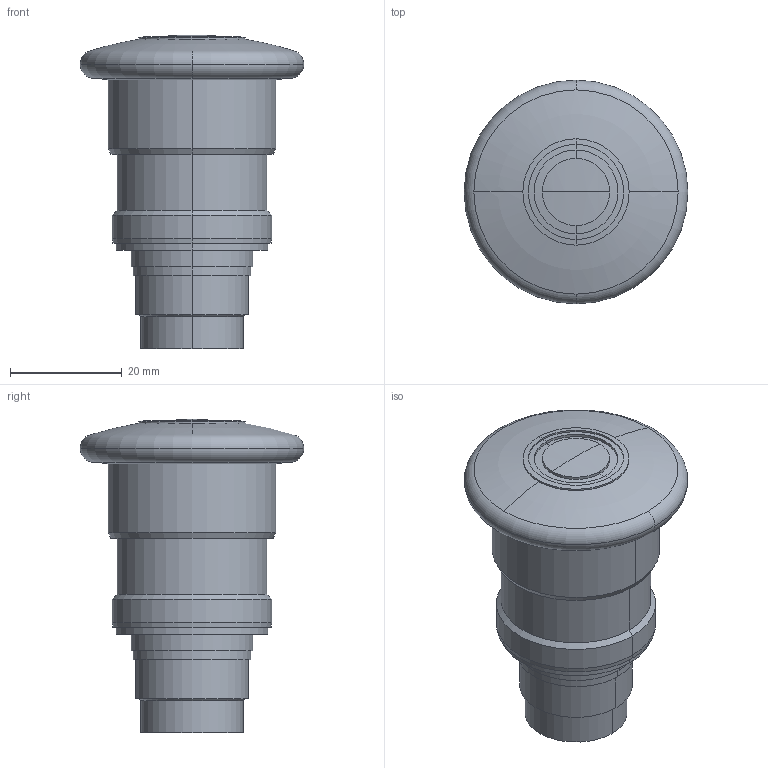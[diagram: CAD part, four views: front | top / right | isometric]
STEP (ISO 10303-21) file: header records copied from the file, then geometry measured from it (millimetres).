
FILE_DESCRIPTION(('STEP AP242'),'1');
FILE_NAME('zb4bt27.stp','2021-08-16T16:25:15',('TraceParts'),('TraceParts S.A.'),'Spatial InterOp 3D',' ',' ');
FILE_SCHEMA(('AP242_MANAGED_MODEL_BASED_3D_ENGINEERING_MIM_LF {1 0 10303 442 1 1 4}'));
Length unit declared in the file: millimetre
Products named in the file (1): zb4bt27
Bounding box: 40 x 40 x 56.1 mm (x, y, z)
Volume: 32509.1 mm3; surface area: 6848.3 mm2
Topology: 1 solids, 1 shells, 55 faces, 116 edges, 67 vertices
Faces by surface type: cylinder 24, cone 16, plane 7, torus 4, sphere 4
Entity records: 1935 total; most frequent: DIRECTION 300, CARTESIAN_POINT 237, ORIENTED_EDGE 228, AXIS2_PLACEMENT_3D 130, EDGE_CURVE 114, CIRCLE 74, VERTEX_POINT 67, EDGE_LOOP 61
